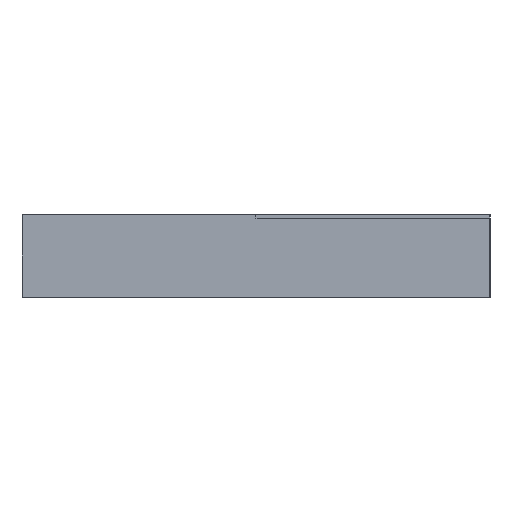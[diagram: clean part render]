
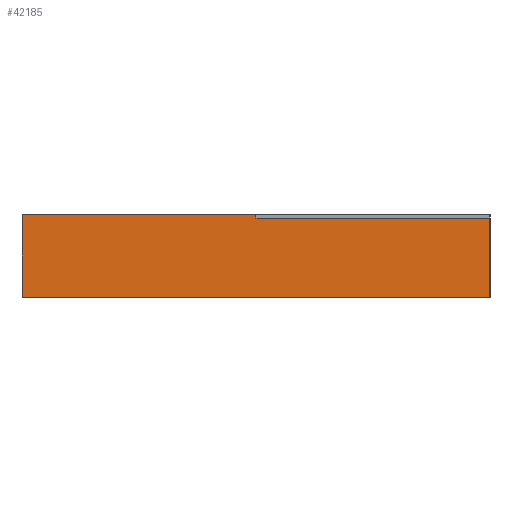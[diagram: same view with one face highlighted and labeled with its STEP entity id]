
A CAD part, left-side view. The second image highlights one B-rep face of the part: STEP entity #42185.
In plain terms, the highlighted free-form (B-spline) face has degree [1, 1] with [2, 2] control points.
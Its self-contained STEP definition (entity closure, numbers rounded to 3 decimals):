
#397 = VERTEX_POINT('',#398);
#398 = CARTESIAN_POINT('',(-91.374,75.47,1.064
    ));
#403 = EDGE_CURVE('',#404,#397,#406,.T.);
#404 = VERTEX_POINT('',#405);
#405 = CARTESIAN_POINT('',(-91.423,0.,
    1.064));
#406 = B_SPLINE_CURVE_WITH_KNOTS('',1,(#407,#408),.UNSPECIFIED.,.F.,.F.,
  (2,2),(0.,70.938),.PIECEWISE_BEZIER_KNOTS.);
#407 = CARTESIAN_POINT('',(-91.423,0.,
    1.064));
#408 = CARTESIAN_POINT('',(-91.374,75.47,1.064
    ));
#445 = VERTEX_POINT('',#446);
#446 = CARTESIAN_POINT('',(-91.472,-75.47,0.));
#451 = EDGE_CURVE('',#452,#445,#454,.T.);
#452 = VERTEX_POINT('',#453);
#453 = CARTESIAN_POINT('',(-91.472,-75.47,
    -25.533));
#454 = B_SPLINE_CURVE_WITH_KNOTS('',1,(#455,#456),.UNSPECIFIED.,.F.,.F.,
  (2,2),(1.,25.),.PIECEWISE_BEZIER_KNOTS.);
#455 = CARTESIAN_POINT('',(-91.472,-75.47,
    -25.533));
#456 = CARTESIAN_POINT('',(-91.472,-75.47,0.));
#1533 = VERTEX_POINT('',#1534);
#1534 = CARTESIAN_POINT('',(-91.423,0.,0.));
#1539 = EDGE_CURVE('',#445,#1533,#1540,.T.);
#1540 = B_SPLINE_CURVE_WITH_KNOTS('',1,(#1541,#1542),.UNSPECIFIED.,.F.,
  .F.,(2,2),(-141.876,-70.938),.PIECEWISE_BEZIER_KNOTS.);
#1541 = CARTESIAN_POINT('',(-91.472,-75.47,0.));
#1542 = CARTESIAN_POINT('',(-91.423,0.,0.));
#38952 = EDGE_CURVE('',#404,#1533,#38953,.T.);
#38953 = B_SPLINE_CURVE_WITH_KNOTS('',1,(#38954,#38955),.UNSPECIFIED.,
  .F.,.F.,(2,2),(0.,1.),.PIECEWISE_BEZIER_KNOTS.);
#38954 = CARTESIAN_POINT('',(-91.423,0.,
    1.064));
#38955 = CARTESIAN_POINT('',(-91.423,0.,0.));
#42118 = EDGE_CURVE('',#452,#42119,#42121,.T.);
#42119 = VERTEX_POINT('',#42120);
#42120 = CARTESIAN_POINT('',(-91.374,75.47,
    -25.533));
#42121 = B_SPLINE_CURVE_WITH_KNOTS('',1,(#42122,#42123),.UNSPECIFIED.,
  .F.,.F.,(2,2),(-141.876,0.),.PIECEWISE_BEZIER_KNOTS.);
#42122 = CARTESIAN_POINT('',(-91.472,-75.47,
    -25.533));
#42123 = CARTESIAN_POINT('',(-91.374,75.47,
    -25.533));
#42176 = EDGE_CURVE('',#42119,#397,#42177,.T.);
#42177 = B_SPLINE_CURVE_WITH_KNOTS('',1,(#42178,#42179),.UNSPECIFIED.,
  .F.,.F.,(2,2),(1.,26.),.PIECEWISE_BEZIER_KNOTS.);
#42178 = CARTESIAN_POINT('',(-91.374,75.47,
    -25.533));
#42179 = CARTESIAN_POINT('',(-91.374,75.47,
    1.064));
#42185 = ADVANCED_FACE('',(#42186),#42194,.F.);
#42186 = FACE_BOUND('',#42187,.T.);
#42187 = EDGE_LOOP('',(#42188,#42189,#42190,#42191,#42192,#42193));
#42188 = ORIENTED_EDGE('',*,*,#1539,.T.);
#42189 = ORIENTED_EDGE('',*,*,#38952,.F.);
#42190 = ORIENTED_EDGE('',*,*,#403,.T.);
#42191 = ORIENTED_EDGE('',*,*,#42176,.F.);
#42192 = ORIENTED_EDGE('',*,*,#42118,.F.);
#42193 = ORIENTED_EDGE('',*,*,#451,.T.);
#42194 = B_SPLINE_SURFACE_WITH_KNOTS('',1,1,(
    (#42195,#42196)
    ,(#42197,#42198
    )),.UNSPECIFIED.,.F.,.F.,.F.,(2,2),(2,2),(-141.876,0.),(1.,
    26.),.PIECEWISE_BEZIER_KNOTS.);
#42195 = CARTESIAN_POINT('',(-91.472,-75.47,
    -25.533));
#42196 = CARTESIAN_POINT('',(-91.472,-75.47,
    1.064));
#42197 = CARTESIAN_POINT('',(-91.374,75.47,
    -25.533));
#42198 = CARTESIAN_POINT('',(-91.374,75.47,
    1.064));
